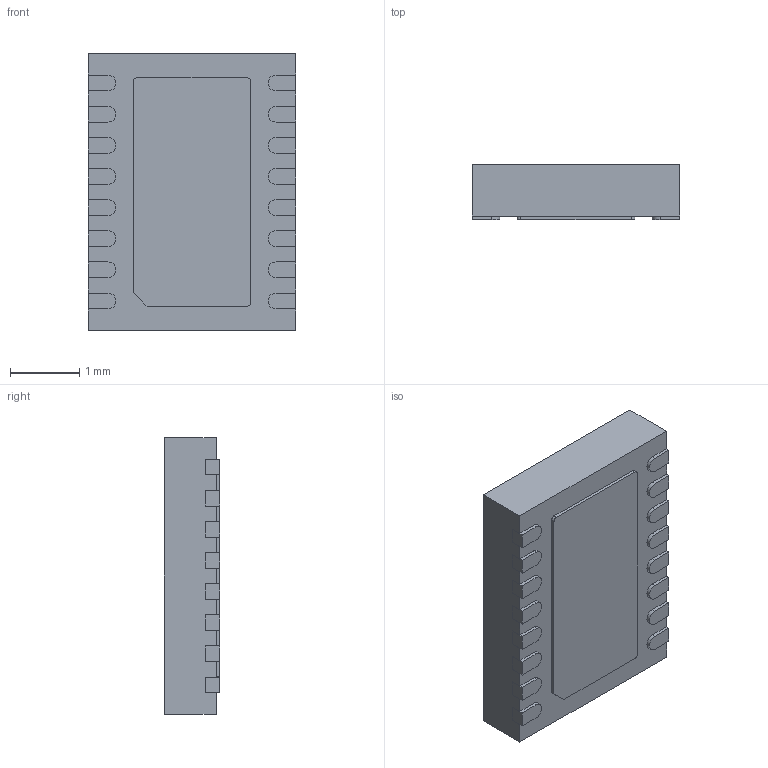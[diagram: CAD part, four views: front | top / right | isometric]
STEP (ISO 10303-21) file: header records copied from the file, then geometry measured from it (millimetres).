
FILE_DESCRIPTION (( 'STEP AP214' ), '1' );
FILE_NAME ('LT3029IDE#PBF.STEP', '2024-01-30T08:11:03', ( 'LENOVO' ), ( '' ), 'SwSTEP 2.0', 'SolidWorks 2021', '' );
FILE_SCHEMA (( 'AUTOMOTIVE_DESIGN' ));
Length unit declared in the file: millimetre
Products named in the file (1): LT3029IDE#PBF
Bounding box: 3 x 0.8 x 4 mm (x, y, z)
Volume: 9.3 mm3; surface area: 57.6 mm2
Topology: 19 solids, 19 shells, 192 faces, 456 edges, 304 vertices
Faces by surface type: plane 150, cylinder 42
Entity records: 5700 total; most frequent: CARTESIAN_POINT 953, DIRECTION 926, ORIENTED_EDGE 912, EDGE_CURVE 456, VECTOR 372, LINE 372, VERTEX_POINT 304, AXIS2_PLACEMENT_3D 277
